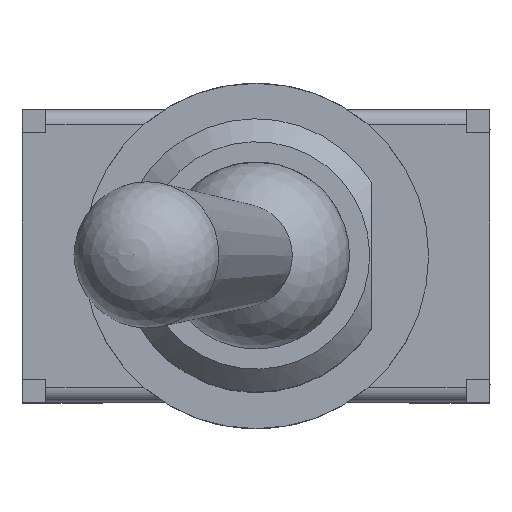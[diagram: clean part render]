
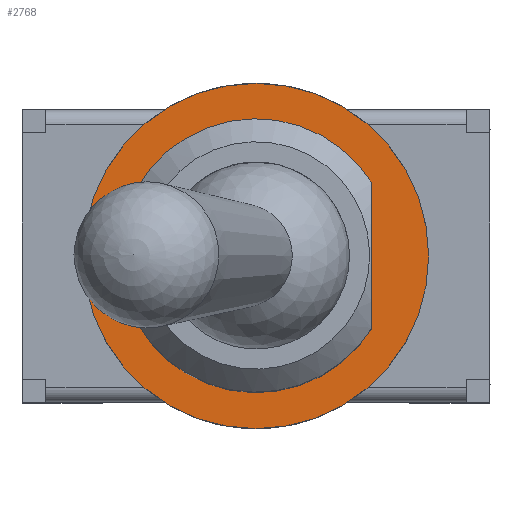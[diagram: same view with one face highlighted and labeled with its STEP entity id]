
A CAD part, top view. The second image highlights one B-rep face of the part: STEP entity #2768.
In plain terms, the highlighted planar face has unit normal (0, 0, 1).
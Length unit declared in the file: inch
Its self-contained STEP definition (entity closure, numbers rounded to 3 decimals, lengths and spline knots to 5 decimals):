
#25=FACE_BOUND('',#387,.T.);
#127=CIRCLE('',#2973,0.0935);
#128=CIRCLE('',#2975,0.11811);
#235=FACE_OUTER_BOUND('',#386,.T.);
#386=EDGE_LOOP('',(#2096));
#387=EDGE_LOOP('',(#2097,#2098));
#566=LINE('',#4808,#868);
#868=VECTOR('',#3357,0.3937);
#1200=VERTEX_POINT('',#4805);
#1201=VERTEX_POINT('',#4807);
#1202=VERTEX_POINT('',#4814);
#1523=EDGE_CURVE('',#1201,#1200,#566,.T.);
#1525=EDGE_CURVE('',#1200,#1201,#127,.T.);
#1526=EDGE_CURVE('',#1202,#1202,#128,.T.);
#2096=ORIENTED_EDGE('',*,*,#1526,.F.);
#2097=ORIENTED_EDGE('',*,*,#1523,.T.);
#2098=ORIENTED_EDGE('',*,*,#1525,.T.);
#2630=PLANE('',#2974);
#2768=ADVANCED_FACE('',(#235,#25),#2630,.F.);
#2973=AXIS2_PLACEMENT_3D('',#4812,#3363,#3364);
#2974=AXIS2_PLACEMENT_3D('',#4813,#3365,#3366);
#2975=AXIS2_PLACEMENT_3D('',#4815,#3367,#3368);
#3357=DIRECTION('',(0.,-1.,0.));
#3363=DIRECTION('center_axis',(0.,0.,
-1.));
#3364=DIRECTION('ref_axis',(-0.848,-0.529,0.));
#3365=DIRECTION('center_axis',(0.,0.,
-1.));
#3366=DIRECTION('ref_axis',(-1.,0.,0.));
#3367=DIRECTION('center_axis',(0.,0.,
-1.));
#3368=DIRECTION('ref_axis',(-1.,0.,0.));
#4805=CARTESIAN_POINT('',(0.07933,-0.04949,0.30866));
#4807=CARTESIAN_POINT('',(0.07933,0.04949,0.30866));
#4808=CARTESIAN_POINT('',(0.07933,0.02475,0.30866));
#4812=CARTESIAN_POINT('Origin',(0.,0.,
0.30866));
#4813=CARTESIAN_POINT('Origin',(0.,0.,
0.30866));
#4814=CARTESIAN_POINT('',(0.11811,0.,0.30866));
#4815=CARTESIAN_POINT('Origin',(0.,0.,
0.30866));
